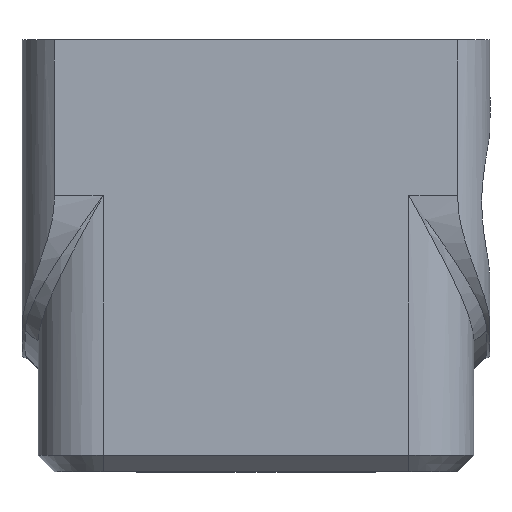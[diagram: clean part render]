
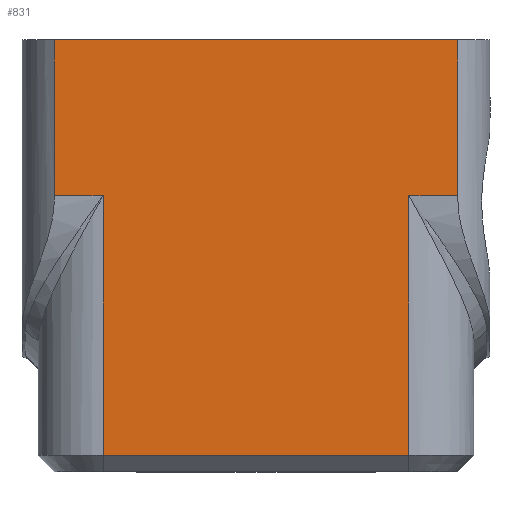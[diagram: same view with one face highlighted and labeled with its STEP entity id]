
A CAD part, top view. The second image highlights one B-rep face of the part: STEP entity #831.
In plain terms, the highlighted planar face has unit normal (0, 0, 1).
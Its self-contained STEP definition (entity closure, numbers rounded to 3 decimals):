
#91=FACE_OUTER_BOUND('',#143,.T.);
#143=EDGE_LOOP('',(#666,#667,#668,#669,#670,#671,#672,#673));
#210=LINE('',#1267,#280);
#227=LINE('',#1324,#297);
#244=LINE('',#1425,#314);
#245=LINE('',#1651,#315);
#246=LINE('',#1652,#316);
#247=LINE('',#1654,#317);
#248=LINE('',#1656,#318);
#249=LINE('',#1657,#319);
#280=VECTOR('',#997,10.);
#297=VECTOR('',#1040,10.);
#314=VECTOR('',#1109,10.);
#315=VECTOR('',#1112,10.);
#316=VECTOR('',#1113,1000.);
#317=VECTOR('',#1114,10.);
#318=VECTOR('',#1115,10.);
#319=VECTOR('',#1116,1000.);
#356=VERTEX_POINT('',#1264);
#357=VERTEX_POINT('',#1266);
#371=VERTEX_POINT('',#1314);
#373=VERTEX_POINT('',#1320);
#392=VERTEX_POINT('',#1424);
#393=VERTEX_POINT('',#1650);
#394=VERTEX_POINT('',#1653);
#395=VERTEX_POINT('',#1655);
#436=EDGE_CURVE('',#356,#357,#210,.T.);
#460=EDGE_CURVE('',#371,#373,#227,.T.);
#491=EDGE_CURVE('',#373,#392,#244,.T.);
#493=EDGE_CURVE('',#371,#393,#245,.T.);
#494=EDGE_CURVE('',#393,#357,#246,.T.);
#495=EDGE_CURVE('',#356,#394,#247,.T.);
#496=EDGE_CURVE('',#395,#394,#248,.T.);
#497=EDGE_CURVE('',#395,#392,#249,.T.);
#666=ORIENTED_EDGE('',*,*,#460,.F.);
#667=ORIENTED_EDGE('',*,*,#493,.T.);
#668=ORIENTED_EDGE('',*,*,#494,.T.);
#669=ORIENTED_EDGE('',*,*,#436,.F.);
#670=ORIENTED_EDGE('',*,*,#495,.T.);
#671=ORIENTED_EDGE('',*,*,#496,.F.);
#672=ORIENTED_EDGE('',*,*,#497,.T.);
#673=ORIENTED_EDGE('',*,*,#491,.F.);
#795=PLANE('',#923);
#831=ADVANCED_FACE('',(#91),#795,.F.);
#923=AXIS2_PLACEMENT_3D('',#1649,#1110,#1111);
#997=DIRECTION('',(0.,-1.,0.));
#1040=DIRECTION('',(-1.,0.,0.));
#1109=DIRECTION('',(0.,1.,0.));
#1110=DIRECTION('center_axis',(0.,0.,
-1.));
#1111=DIRECTION('ref_axis',(1.,0.,0.));
#1112=DIRECTION('',(0.,1.,0.));
#1113=DIRECTION('',(1.,0.,0.));
#1114=DIRECTION('',(-1.,0.,0.));
#1115=DIRECTION('',(0.,1.,0.));
#1116=DIRECTION('',(1.,0.,0.));
#1264=CARTESIAN_POINT('',(15.125,-101.191,36.862));
#1266=CARTESIAN_POINT('',(15.125,-105.991,36.862));
#1267=CARTESIAN_POINT('',(15.125,-99.991,36.862));
#1314=CARTESIAN_POINT('',(13.625,-113.991,36.862));
#1320=CARTESIAN_POINT('',(4.208,-113.991,36.862));
#1324=CARTESIAN_POINT('',(-35.487,-113.991,36.862));
#1424=CARTESIAN_POINT('',(4.208,-105.991,36.862));
#1425=CARTESIAN_POINT('',(4.208,-113.991,36.862));
#1649=CARTESIAN_POINT('Origin',(-79.892,-113.991,36.862));
#1650=CARTESIAN_POINT('',(13.625,-105.991,36.862));
#1651=CARTESIAN_POINT('',(13.625,-113.991,36.862));
#1652=CARTESIAN_POINT('',(-91.1,-105.991,36.862));
#1653=CARTESIAN_POINT('',(2.708,-101.191,36.862));
#1654=CARTESIAN_POINT('',(-35.487,-101.191,36.862));
#1655=CARTESIAN_POINT('',(2.708,-105.991,36.862));
#1656=CARTESIAN_POINT('',(2.708,-99.991,36.862));
#1657=CARTESIAN_POINT('',(-91.1,-105.991,36.862));
